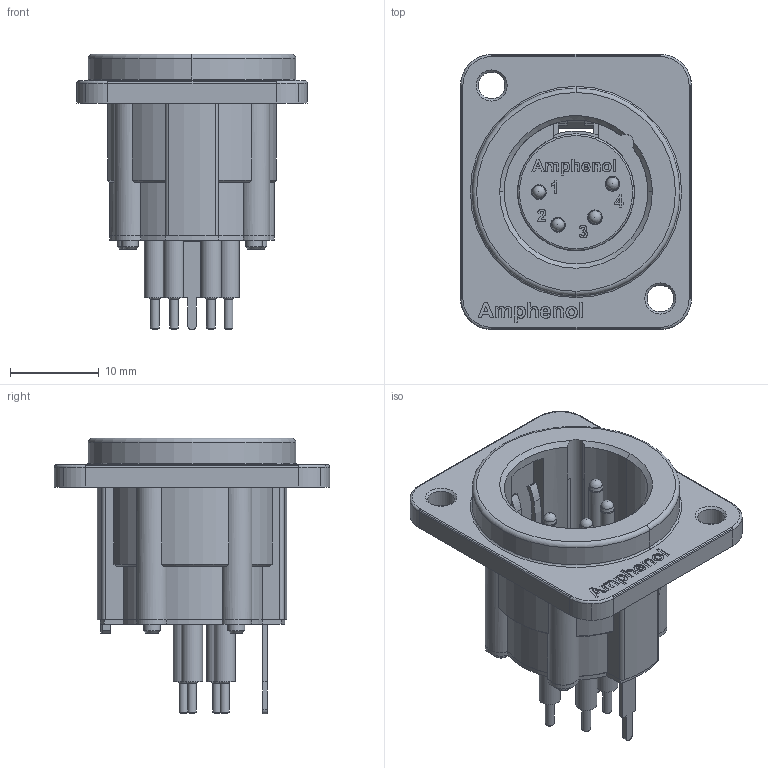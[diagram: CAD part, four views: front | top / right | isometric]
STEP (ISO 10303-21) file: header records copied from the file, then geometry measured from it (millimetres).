
FILE_DESCRIPTION(/* description */ (''),/* implementation_level */ '2;1');
FILE_NAME(/* name */ 'AX4MDV-M3.stp',/* time_stamp */ '2020-03-20T16:32:41+11:00',/* author */ ('minh'),/* organization */ (''),/* preprocessor_version */ 'ST-DEVELOPER v16.1',/* originating_system */ 'Autodesk Inventor 2016',/* authorisation */ '');
FILE_SCHEMA (('AUTOMOTIVE_DESIGN { 1 0 10303 214 3 1 1 }'));
Length unit declared in the file: inch
Products named in the file (1): AX4MDV-M3_Shrinkwrap_1
Bounding box: 26 x 31 x 31.05 mm (x, y, z)
Surface area: 5356.7 mm2 (no closed solid volume)
Topology: 0 solids, 52 shells, 293 faces, 1417 edges, 1155 vertices
Faces by surface type: plane 128, cylinder 103, cone 23, bspline 16, torus 15, sphere 8
Full cylindrical faces by diameter (mm): 1 x8, 1.59 x4, 1.9 x4, 2 x2, 2.4 x4, 3 x2
Entity records: 15718 total; most frequent: CARTESIAN_POINT 5107, ORIENTED_EDGE 1900, DIRECTION 1848, EDGE_CURVE 1343, VERTEX_POINT 1136, LINE 654, VECTOR 654, AXIS2_PLACEMENT_3D 597
